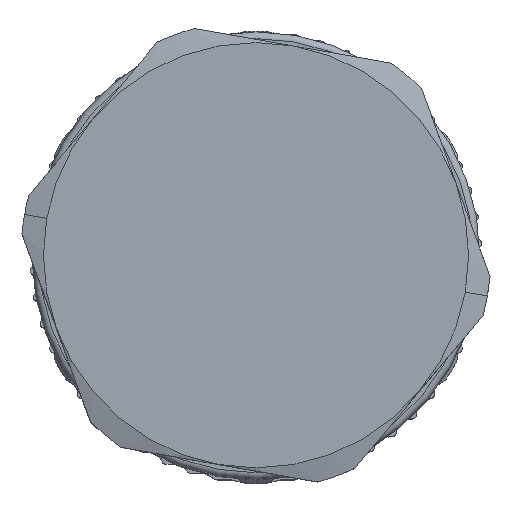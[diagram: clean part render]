
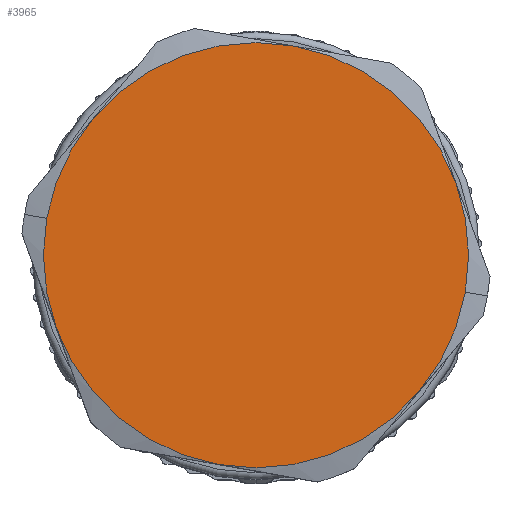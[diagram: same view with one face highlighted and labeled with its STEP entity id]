
A CAD part, top view. The second image highlights one B-rep face of the part: STEP entity #3965.
In plain terms, the highlighted planar face has unit normal (0, 0, 1).
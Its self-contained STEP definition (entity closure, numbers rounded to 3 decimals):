
#1095=AXIS2_PLACEMENT_3D('Circle Axis2P3D',#1093,#1094,$) ;
#1119=AXIS2_PLACEMENT_3D('Circle Axis2P3D',#1117,#1118,$) ;
#1136=AXIS2_PLACEMENT_3D('Circle Axis2P3D',#1134,#1135,$) ;
#1153=AXIS2_PLACEMENT_3D('Circle Axis2P3D',#1151,#1152,$) ;
#1170=AXIS2_PLACEMENT_3D('Circle Axis2P3D',#1168,#1169,$) ;
#1194=AXIS2_PLACEMENT_3D('Circle Axis2P3D',#1192,#1193,$) ;
#1211=AXIS2_PLACEMENT_3D('Circle Axis2P3D',#1209,#1210,$) ;
#1228=AXIS2_PLACEMENT_3D('Circle Axis2P3D',#1226,#1227,$) ;
#3953=AXIS2_PLACEMENT_3D('Plane Axis2P3D',#3950,#3951,#3952) ;
#562=CARTESIAN_POINT('Vertex',(19.384,13.381,59.9)) ;
#655=CARTESIAN_POINT('Vertex',(17.734,4.026,59.9)) ;
#717=CARTESIAN_POINT('Vertex',(8.807,0.776,59.9)) ;
#779=CARTESIAN_POINT('Vertex',(1.53,6.883,59.9)) ;
#865=CARTESIAN_POINT('Vertex',(3.179,16.238,59.9)) ;
#927=CARTESIAN_POINT('Vertex',(12.106,19.488,59.9)) ;
#1093=CARTESIAN_POINT('Axis2P3D Location',(10.457,10.132,59.9)) ;
#1114=CARTESIAN_POINT('Vertex',(19.812,8.482,59.9)) ;
#1117=CARTESIAN_POINT('Axis2P3D Location',(10.457,10.132,59.9)) ;
#1134=CARTESIAN_POINT('Axis2P3D Location',(10.457,10.132,59.9)) ;
#1151=CARTESIAN_POINT('Axis2P3D Location',(10.457,10.132,59.9)) ;
#1168=CARTESIAN_POINT('Axis2P3D Location',(10.457,10.132,59.9)) ;
#1189=CARTESIAN_POINT('Vertex',(1.101,11.782,59.9)) ;
#1192=CARTESIAN_POINT('Axis2P3D Location',(10.457,10.132,59.9)) ;
#1209=CARTESIAN_POINT('Axis2P3D Location',(10.457,10.132,59.9)) ;
#1226=CARTESIAN_POINT('Axis2P3D Location',(10.457,10.132,59.9)) ;
#3950=CARTESIAN_POINT('Axis2P3D Location',(10.457,10.132,59.9)) ;
#1094=DIRECTION('Axis2P3D Direction',(0.,0.,-1.)) ;
#1118=DIRECTION('Axis2P3D Direction',(0.,0.,-1.)) ;
#1135=DIRECTION('Axis2P3D Direction',(0.,0.,-1.)) ;
#1152=DIRECTION('Axis2P3D Direction',(0.,0.,-1.)) ;
#1169=DIRECTION('Axis2P3D Direction',(0.,0.,-1.)) ;
#1193=DIRECTION('Axis2P3D Direction',(0.,0.,-1.)) ;
#1210=DIRECTION('Axis2P3D Direction',(0.,0.,-1.)) ;
#1227=DIRECTION('Axis2P3D Direction',(0.,0.,-1.)) ;
#3951=DIRECTION('Axis2P3D Direction',(0.,0.,1.)) ;
#3952=DIRECTION('Axis2P3D XDirection',(-0.985,0.174,0.)) ;
#3956=ORIENTED_EDGE('',*,*,#1097,.T.) ;
#3957=ORIENTED_EDGE('',*,*,#1230,.T.) ;
#3958=ORIENTED_EDGE('',*,*,#1213,.T.) ;
#3959=ORIENTED_EDGE('',*,*,#1196,.T.) ;
#3960=ORIENTED_EDGE('',*,*,#1172,.T.) ;
#3961=ORIENTED_EDGE('',*,*,#1155,.T.) ;
#3962=ORIENTED_EDGE('',*,*,#1138,.T.) ;
#3963=ORIENTED_EDGE('',*,*,#1121,.T.) ;
#3965=ADVANCED_FACE('MANIFOLD_SOLID_BREP #32',(#3964),#3954,.T.) ;
#1096=CIRCLE('generated circle',#1095,9.5) ;
#1120=CIRCLE('generated circle',#1119,9.5) ;
#1137=CIRCLE('generated circle',#1136,9.5) ;
#1154=CIRCLE('generated circle',#1153,9.5) ;
#1171=CIRCLE('generated circle',#1170,9.5) ;
#1195=CIRCLE('generated circle',#1194,9.5) ;
#1212=CIRCLE('generated circle',#1211,9.5) ;
#1229=CIRCLE('generated circle',#1228,9.5) ;
#1097=EDGE_CURVE('',#563,#928,#1096,.F.) ;
#1121=EDGE_CURVE('',#1115,#563,#1120,.F.) ;
#1138=EDGE_CURVE('',#656,#1115,#1137,.F.) ;
#1155=EDGE_CURVE('',#718,#656,#1154,.F.) ;
#1172=EDGE_CURVE('',#780,#718,#1171,.F.) ;
#1196=EDGE_CURVE('',#1190,#780,#1195,.F.) ;
#1213=EDGE_CURVE('',#866,#1190,#1212,.F.) ;
#1230=EDGE_CURVE('',#928,#866,#1229,.F.) ;
#3955=EDGE_LOOP('',(#3956,#3957,#3958,#3959,#3960,#3961,#3962,#3963)) ;
#3964=FACE_OUTER_BOUND('',#3955,.T.) ;
#3954=PLANE('',#3953) ;
#563=VERTEX_POINT('',#562) ;
#656=VERTEX_POINT('',#655) ;
#718=VERTEX_POINT('',#717) ;
#780=VERTEX_POINT('',#779) ;
#866=VERTEX_POINT('',#865) ;
#928=VERTEX_POINT('',#927) ;
#1115=VERTEX_POINT('',#1114) ;
#1190=VERTEX_POINT('',#1189) ;
